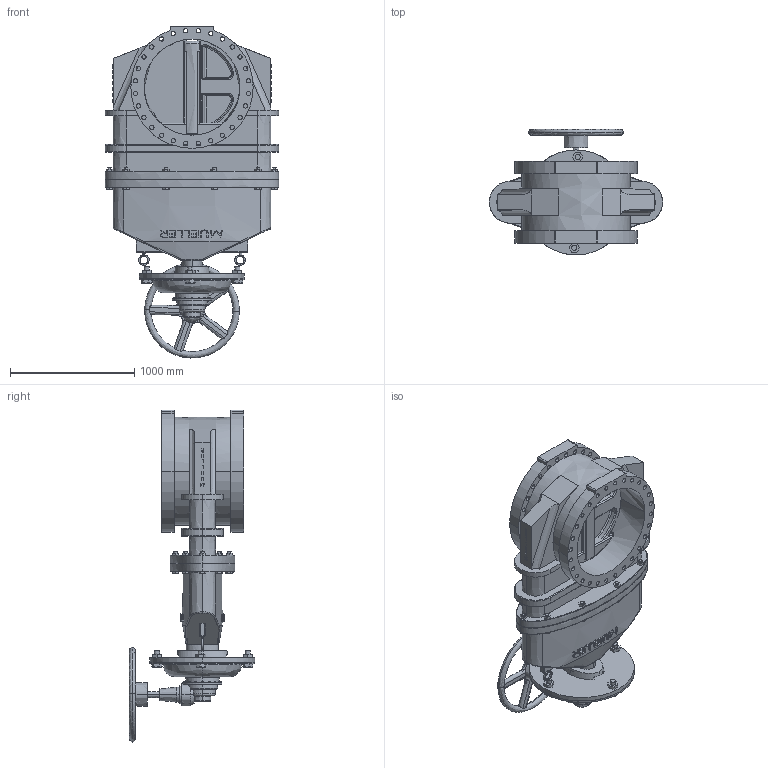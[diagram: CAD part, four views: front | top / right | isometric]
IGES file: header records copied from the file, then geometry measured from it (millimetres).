
Start section: SolidWorks IGES file using NURBS representation for surfaces
Global section: file name: A-2361-6_30_H.IGS; native system: SolidWorks 2014; preprocessor: SolidWorks 2014; author: CAD; date: 150223.131411; units: inch
Bounding box: 1394.41 x 1013.08 x 2671.85 mm (x, y, z)
Volume: 531932123.7 mm3; surface area: 18953890.3 mm2
Topology: 46 solids, 46 shells, 1826 faces, 4677 edges, 2943 vertices
Faces by surface type: bspline 1826
